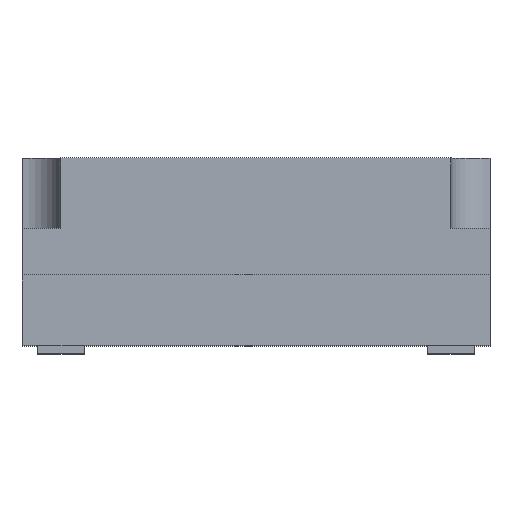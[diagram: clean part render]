
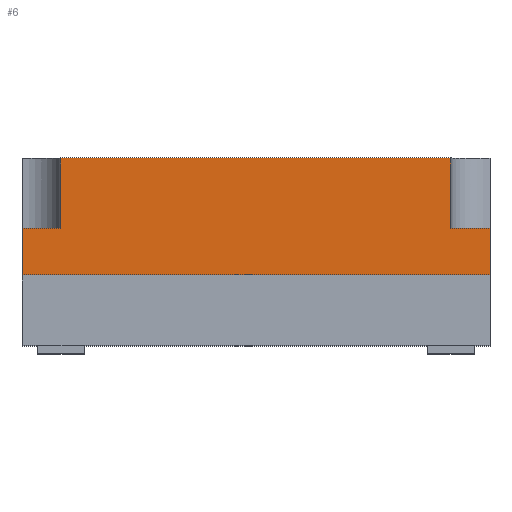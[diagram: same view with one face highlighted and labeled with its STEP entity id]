
A CAD part, top view. The second image highlights one B-rep face of the part: STEP entity #6.
In plain terms, the highlighted planar face has unit normal (0, 0, 1).
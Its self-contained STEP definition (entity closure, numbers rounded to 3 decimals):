
#6 = ADVANCED_FACE ( 'NONE', ( #3517 ), #1796, .F. ) ;
#142 = VECTOR ( 'NONE', #2530, 1000. ) ;
#213 = CARTESIAN_POINT ( 'NONE',  ( 1.5, 0.8, 2. ) ) ;
#233 = DIRECTION ( 'NONE',  ( -1., 0., 0. ) ) ;
#304 = VERTEX_POINT ( 'NONE', #634 ) ;
#320 = CARTESIAN_POINT ( 'NONE',  ( 1.5, 0.5, 2. ) ) ;
#517 = LINE ( 'NONE', #213, #142 ) ;
#531 = DIRECTION ( 'NONE',  ( 0., 0., -1. ) ) ;
#600 = CARTESIAN_POINT ( 'NONE',  ( -1.25, 0.8, 2. ) ) ;
#626 = CARTESIAN_POINT ( 'NONE',  ( 1.5, 0.8, 2. ) ) ;
#634 = CARTESIAN_POINT ( 'NONE',  ( -1.25, 1.25, 2. ) ) ;
#838 = LINE ( 'NONE', #2096, #3802 ) ;
#915 = CARTESIAN_POINT ( 'NONE',  ( 1.5, 0.8, 2. ) ) ;
#1002 = CARTESIAN_POINT ( 'NONE',  ( -1.5, 1.25, 2. ) ) ;
#1011 = EDGE_CURVE ( 'NONE', #2119, #2830, #3570, .T. ) ;
#1037 = LINE ( 'NONE', #320, #1729 ) ;
#1039 = ORIENTED_EDGE ( 'NONE', *, *, #1656, .F. ) ;
#1135 = DIRECTION ( 'NONE',  ( 0., 1., 0. ) ) ;
#1163 = VECTOR ( 'NONE', #1135, 1000. ) ;
#1170 = EDGE_CURVE ( 'NONE', #2119, #1743, #1262, .T. ) ;
#1212 = LINE ( 'NONE', #1567, #3472 ) ;
#1216 = EDGE_CURVE ( 'NONE', #2580, #2885, #1212, .T. ) ;
#1247 = CARTESIAN_POINT ( 'NONE',  ( -1.5, 0.8, 2. ) ) ;
#1262 = LINE ( 'NONE', #1002, #2848 ) ;
#1301 = DIRECTION ( 'NONE',  ( 0., -1., 0. ) ) ;
#1354 = DIRECTION ( 'NONE',  ( 1., 0., 0. ) ) ;
#1382 = EDGE_CURVE ( 'NONE', #304, #2830, #2234, .T. ) ;
#1402 = EDGE_CURVE ( 'NONE', #3491, #2818, #3430, .T. ) ;
#1535 = DIRECTION ( 'NONE',  ( 0., -1., 0. ) ) ;
#1567 = CARTESIAN_POINT ( 'NONE',  ( 1.5, 1.25, 2. ) ) ;
#1656 = EDGE_CURVE ( 'NONE', #3491, #2580, #517, .T. ) ;
#1712 = ORIENTED_EDGE ( 'NONE', *, *, #1216, .F. ) ;
#1729 = VECTOR ( 'NONE', #1354, 1000. ) ;
#1734 = CARTESIAN_POINT ( 'NONE',  ( -1.25, 0.8, 2. ) ) ;
#1743 = VERTEX_POINT ( 'NONE', #2873 ) ;
#1796 = PLANE ( 'NONE',  #3344 ) ;
#1954 = DIRECTION ( 'NONE',  ( 0., -1., 0. ) ) ;
#2010 = CARTESIAN_POINT ( 'NONE',  ( 1.25, 0.8, 2. ) ) ;
#2096 = CARTESIAN_POINT ( 'NONE',  ( 1.5, 1.25, 2. ) ) ;
#2119 = VERTEX_POINT ( 'NONE', #1247 ) ;
#2173 = CARTESIAN_POINT ( 'NONE',  ( 1.5, 1.25, 2. ) ) ;
#2234 = LINE ( 'NONE', #1734, #3015 ) ;
#2491 = CARTESIAN_POINT ( 'NONE',  ( 1.5, 0.5, 2. ) ) ;
#2506 = ORIENTED_EDGE ( 'NONE', *, *, #2578, .T. ) ;
#2530 = DIRECTION ( 'NONE',  ( 1., 0., 0. ) ) ;
#2578 = EDGE_CURVE ( 'NONE', #1743, #2885, #1037, .T. ) ;
#2580 = VERTEX_POINT ( 'NONE', #626 ) ;
#2616 = CARTESIAN_POINT ( 'NONE',  ( 1.25, 0.8, 2. ) ) ;
#2628 = ORIENTED_EDGE ( 'NONE', *, *, #1011, .F. ) ;
#2668 = EDGE_CURVE ( 'NONE', #304, #2818, #838, .T. ) ;
#2818 = VERTEX_POINT ( 'NONE', #3529 ) ;
#2830 = VERTEX_POINT ( 'NONE', #600 ) ;
#2848 = VECTOR ( 'NONE', #1301, 1000. ) ;
#2873 = CARTESIAN_POINT ( 'NONE',  ( -1.5, 0.5, 2. ) ) ;
#2875 = ORIENTED_EDGE ( 'NONE', *, *, #1382, .T. ) ;
#2885 = VERTEX_POINT ( 'NONE', #2491 ) ;
#2896 = VECTOR ( 'NONE', #3679, 1000. ) ;
#2999 = DIRECTION ( 'NONE',  ( 1., 0., 0. ) ) ;
#3015 = VECTOR ( 'NONE', #1954, 1000. ) ;
#3196 = ORIENTED_EDGE ( 'NONE', *, *, #1170, .T. ) ;
#3211 = ORIENTED_EDGE ( 'NONE', *, *, #2668, .F. ) ;
#3344 = AXIS2_PLACEMENT_3D ( 'NONE', #2173, #531, #233 ) ;
#3430 = LINE ( 'NONE', #2010, #1163 ) ;
#3472 = VECTOR ( 'NONE', #1535, 1000. ) ;
#3491 = VERTEX_POINT ( 'NONE', #2616 ) ;
#3517 = FACE_OUTER_BOUND ( 'NONE', #3631, .T. ) ;
#3529 = CARTESIAN_POINT ( 'NONE',  ( 1.25, 1.25, 2. ) ) ;
#3570 = LINE ( 'NONE', #915, #2896 ) ;
#3631 = EDGE_LOOP ( 'NONE', ( #3196, #2506, #1712, #1039, #3632, #3211, #2875, #2628 ) ) ;
#3632 = ORIENTED_EDGE ( 'NONE', *, *, #1402, .T. ) ;
#3679 = DIRECTION ( 'NONE',  ( 1., 0., 0. ) ) ;
#3802 = VECTOR ( 'NONE', #2999, 1000. ) ;
